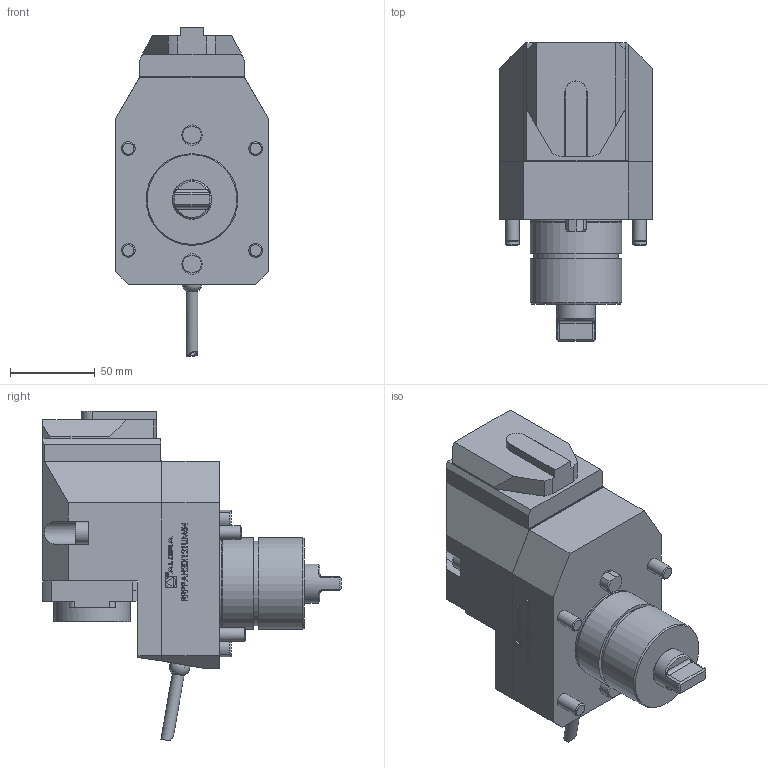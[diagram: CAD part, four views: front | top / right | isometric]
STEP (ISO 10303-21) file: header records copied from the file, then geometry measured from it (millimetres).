
FILE_DESCRIPTION (( 'STEP AP214' ), '1' );
FILE_NAME ('RRPPAH20I121UM54.STEP', '2025-10-02T14:05:42', ( '' ), ( '' ), 'SwSTEP 2.0', 'SolidWorks 2023', '' );
FILE_SCHEMA (( 'AUTOMOTIVE_DESIGN' ));
Length unit declared in the file: millimetre
Products named in the file (1): RRPPAH20I121UM54
Bounding box: 90 x 175.7 x 194.11 mm (x, y, z)
Volume: 1099572.1 mm3; surface area: 80846.4 mm2
Topology: 1 solids, 1 shells, 502 faces, 1310 edges, 866 vertices
Faces by surface type: plane 344, cylinder 67, bspline 67, cone 20, torus 3, sphere 1
Full cylindrical faces by diameter (mm): 1.7 x1, 2.1 x1, 4 x1, 6.366 x1, 7 x1, 8 x4, 13 x2, 23 x1, 45 x1, 49.9 x1, 53.6 x1, 54 x2
Entity records: 23222 total; most frequent: CARTESIAN_POINT 8011, ORIENTED_EDGE 2528, DIRECTION 2115, EDGE_CURVE 1264, VECTOR 943, LINE 943, VERTEX_POINT 850, EDGE_LOOP 588
